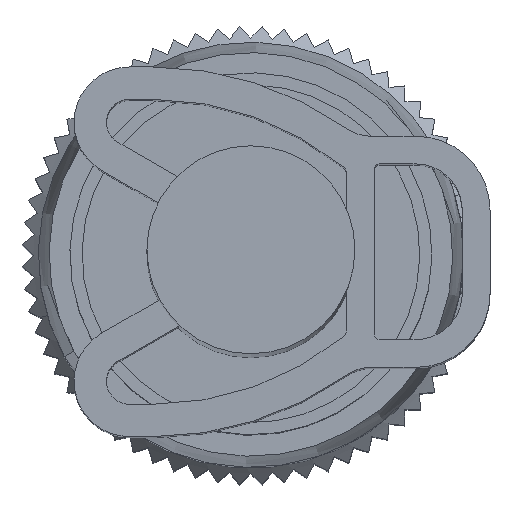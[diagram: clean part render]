
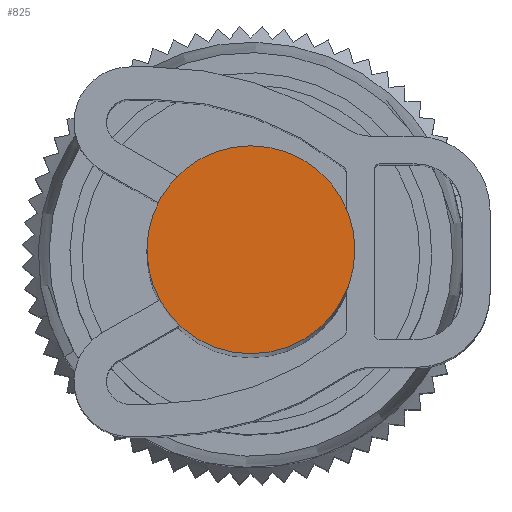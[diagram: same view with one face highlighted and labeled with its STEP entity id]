
A CAD part, top view. The second image highlights one B-rep face of the part: STEP entity #825.
In plain terms, the highlighted planar face has unit normal (0, 0, 1).
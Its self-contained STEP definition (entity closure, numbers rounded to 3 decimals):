
#779=AXIS2_PLACEMENT_3D('Circle Axis2P3D',#777,#778,$) ;
#796=AXIS2_PLACEMENT_3D('Circle Axis2P3D',#794,#795,$) ;
#819=AXIS2_PLACEMENT_3D('Plane Axis2P3D',#816,#817,#818) ;
#760=CARTESIAN_POINT('Vertex',(7.203,4.953,81.4)) ;
#774=CARTESIAN_POINT('Vertex',(2.703,4.953,81.4)) ;
#777=CARTESIAN_POINT('Axis2P3D Location',(4.953,4.953,81.4)) ;
#794=CARTESIAN_POINT('Axis2P3D Location',(4.953,4.953,81.4)) ;
#816=CARTESIAN_POINT('Axis2P3D Location',(0.,0.,81.4)) ;
#778=DIRECTION('Axis2P3D Direction',(0.,0.,1.)) ;
#795=DIRECTION('Axis2P3D Direction',(0.,0.,1.)) ;
#817=DIRECTION('Axis2P3D Direction',(0.,0.,1.)) ;
#818=DIRECTION('Axis2P3D XDirection',(1.,0.,0.)) ;
#822=ORIENTED_EDGE('',*,*,#781,.T.) ;
#823=ORIENTED_EDGE('',*,*,#798,.T.) ;
#825=ADVANCED_FACE('K\X2\00F6\X0\rper.13',(#824),#820,.T.) ;
#780=CIRCLE('generated circle',#779,2.25) ;
#797=CIRCLE('generated circle',#796,2.25) ;
#781=EDGE_CURVE('',#761,#775,#780,.T.) ;
#798=EDGE_CURVE('',#775,#761,#797,.T.) ;
#821=EDGE_LOOP('',(#822,#823)) ;
#824=FACE_OUTER_BOUND('',#821,.T.) ;
#820=PLANE('',#819) ;
#761=VERTEX_POINT('',#760) ;
#775=VERTEX_POINT('',#774) ;
